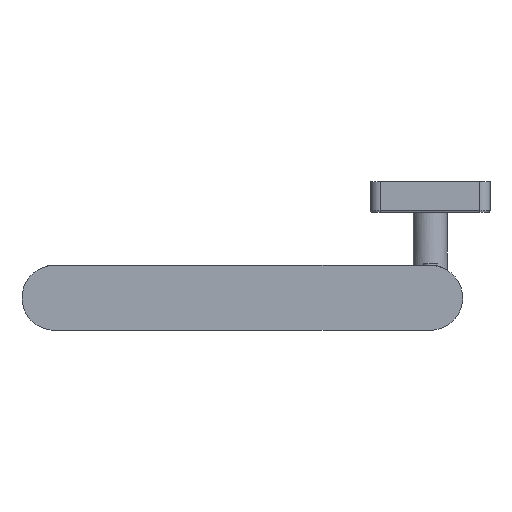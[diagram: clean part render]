
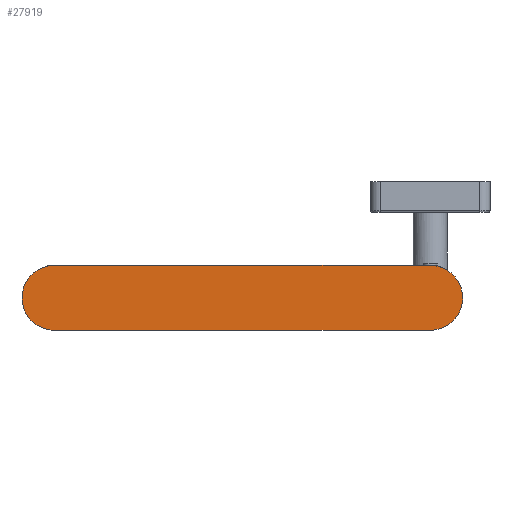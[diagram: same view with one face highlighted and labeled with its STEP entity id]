
A CAD part, front view. The second image highlights one B-rep face of the part: STEP entity #27919.
In plain terms, the highlighted face is planar.
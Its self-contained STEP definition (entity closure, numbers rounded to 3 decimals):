
#27662=CARTESIAN_POINT('',(-55.,0.,1.5));
#27663=DIRECTION('',(0.,0.,1.));
#27664=DIRECTION('',(0.,1.,0.));
#27665=AXIS2_PLACEMENT_3D('',#27662,#27663,#27664);
#27667=DIRECTION('',(-1.,0.,0.));
#27668=VECTOR('',#27667,110.);
#27669=CARTESIAN_POINT('',(55.,9.5,1.5));
#27670=LINE('',#27669,#27668);
#27671=CARTESIAN_POINT('',(55.,0.,1.5));
#27672=DIRECTION('',(0.,0.,1.));
#27673=DIRECTION('',(0.,-1.,0.));
#27674=AXIS2_PLACEMENT_3D('',#27671,#27672,#27673);
#27676=DIRECTION('',(1.,0.,0.));
#27677=VECTOR('',#27676,110.);
#27678=CARTESIAN_POINT('',(-55.,-9.5,1.5));
#27679=LINE('',#27678,#27677);
#27760=CARTESIAN_POINT('',(-55.,9.5,1.5));
#27761=CARTESIAN_POINT('',(-55.,-9.5,1.5));
#27762=VERTEX_POINT('',#27760);
#27763=VERTEX_POINT('',#27761);
#27764=CARTESIAN_POINT('',(55.,-9.5,1.5));
#27765=VERTEX_POINT('',#27764);
#27766=CARTESIAN_POINT('',(55.,9.5,1.5));
#27767=VERTEX_POINT('',#27766);
#27908=CARTESIAN_POINT('',(0.,0.,1.5));
#27909=DIRECTION('',(0.,0.,1.));
#27910=DIRECTION('',(1.,0.,0.));
#27911=AXIS2_PLACEMENT_3D('',#27908,#27909,#27910);
#27912=PLANE('',#27911);
#27913=ORIENTED_EDGE('',*,*,#27860,.F.);
#27914=ORIENTED_EDGE('',*,*,#27875,.F.);
#27915=ORIENTED_EDGE('',*,*,#27889,.F.);
#27916=ORIENTED_EDGE('',*,*,#27902,.F.);
#27917=EDGE_LOOP('',(#27913,#27914,#27915,#27916));
#27918=FACE_OUTER_BOUND('',#27917,.F.);
#27666=CIRCLE('',#27665,9.5);
#27675=CIRCLE('',#27674,9.5);
#27860=EDGE_CURVE('',#27762,#27763,#27666,.T.);
#27875=EDGE_CURVE('',#27767,#27762,#27670,.T.);
#27889=EDGE_CURVE('',#27765,#27767,#27675,.T.);
#27902=EDGE_CURVE('',#27763,#27765,#27679,.T.);
#27919=ADVANCED_FACE('',(#27918),#27912,.T.);
